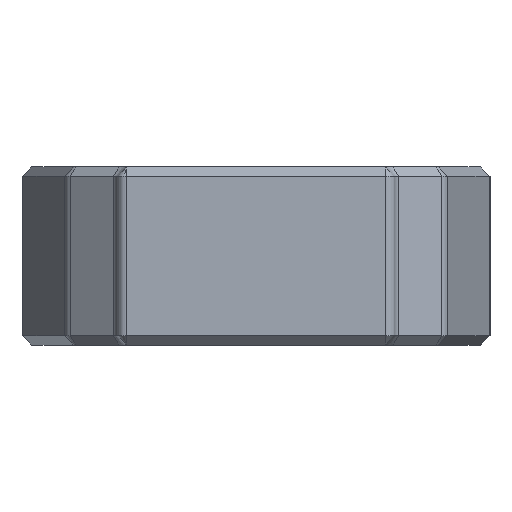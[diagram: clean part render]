
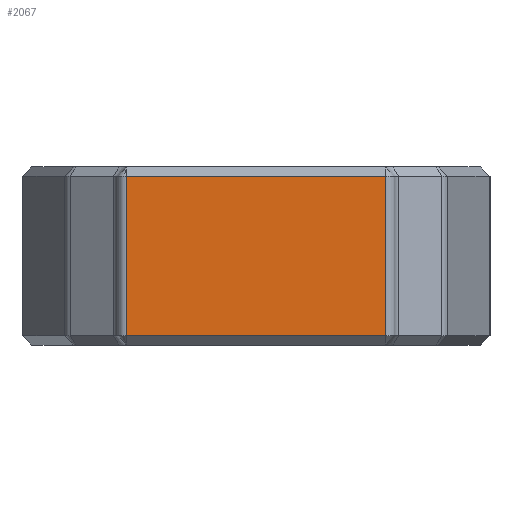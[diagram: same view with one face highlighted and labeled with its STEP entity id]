
A CAD part, left-side view. The second image highlights one B-rep face of the part: STEP entity #2067.
In plain terms, the highlighted planar face has unit normal (-1, 0, 0).
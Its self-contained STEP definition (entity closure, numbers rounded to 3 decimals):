
#155=FACE_OUTER_BOUND('',#287,.T.);
#287=EDGE_LOOP('',(#1492,#1493,#1494,#1495));
#438=LINE('',#3134,#684);
#455=LINE('',#3183,#701);
#456=LINE('',#3187,#702);
#457=LINE('',#3188,#703);
#684=VECTOR('',#2511,10.);
#701=VECTOR('',#2568,10.);
#702=VECTOR('',#2573,10.);
#703=VECTOR('',#2574,10.);
#924=VERTEX_POINT('',#3129);
#925=VERTEX_POINT('',#3132);
#937=VERTEX_POINT('',#3182);
#938=VERTEX_POINT('',#3186);
#1119=EDGE_CURVE('',#925,#924,#438,.T.);
#1143=EDGE_CURVE('',#924,#937,#455,.T.);
#1145=EDGE_CURVE('',#938,#925,#456,.T.);
#1146=EDGE_CURVE('',#937,#938,#457,.T.);
#1492=ORIENTED_EDGE('',*,*,#1119,.F.);
#1493=ORIENTED_EDGE('',*,*,#1145,.F.);
#1494=ORIENTED_EDGE('',*,*,#1146,.F.);
#1495=ORIENTED_EDGE('',*,*,#1143,.F.);
#1959=PLANE('',#2242);
#2067=ADVANCED_FACE('',(#155),#1959,.T.);
#2242=AXIS2_PLACEMENT_3D('',#3185,#2571,#2572);
#2511=DIRECTION('',(0.,1.,0.));
#2568=DIRECTION('',(0.,0.,1.));
#2571=DIRECTION('center_axis',(-1.,0.,0.));
#2572=DIRECTION('ref_axis',(0.,-1.,0.));
#2573=DIRECTION('',(0.,0.,-1.));
#2574=DIRECTION('',(0.,-1.,0.));
#3129=CARTESIAN_POINT('',(-18.8,10.886,21.));
#3132=CARTESIAN_POINT('',(-18.8,-10.886,21.));
#3134=CARTESIAN_POINT('',(-18.8,5.843,21.));
#3182=CARTESIAN_POINT('',(-18.8,10.886,34.4));
#3183=CARTESIAN_POINT('',(-18.8,10.886,23.2));
#3185=CARTESIAN_POINT('Origin',(-18.8,11.686,23.2));
#3186=CARTESIAN_POINT('',(-18.8,-10.886,34.4));
#3187=CARTESIAN_POINT('',(-18.8,-10.886,23.2));
#3188=CARTESIAN_POINT('',(-18.8,5.843,34.4));
